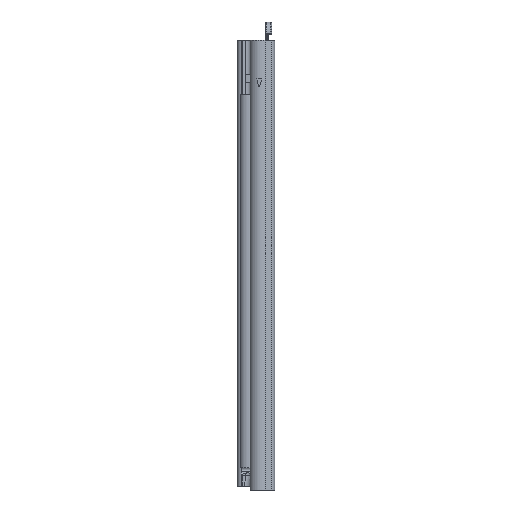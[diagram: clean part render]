
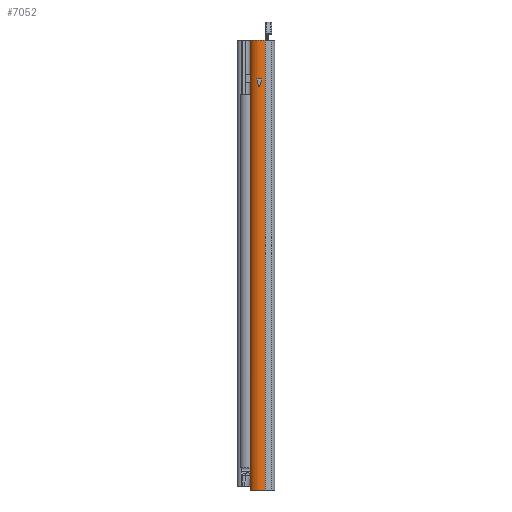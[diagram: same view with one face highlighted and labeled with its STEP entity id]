
A CAD part, left-side view. The second image highlights one B-rep face of the part: STEP entity #7052.
In plain terms, the highlighted cylindrical face has radius 6.725 mm (diameter 13.45 mm), a partial arc.
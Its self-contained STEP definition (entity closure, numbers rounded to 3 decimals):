
#48=CARTESIAN_POINT('',(-28.725,10.4,0.));
#49=DIRECTION('',(0.,0.,1.));
#50=DIRECTION('',(-0.431,0.902,0.));
#51=AXIS2_PLACEMENT_3D('',#48,#49,#50);
#2869=DIRECTION('',(0.,0.,-1.));
#2870=VECTOR('',#2869,300.);
#2871=CARTESIAN_POINT('',(-31.624,16.468,0.));
#2872=LINE('',#2871,#2870);
#2873=CARTESIAN_POINT('',(-28.725,10.4,-26.));
#2874=DIRECTION('',(0.,0.,-1.));
#2875=DIRECTION('',(-0.97,-0.242,0.));
#2876=AXIS2_PLACEMENT_3D('',#2873,#2874,#2875);
#2878=CARTESIAN_POINT('',(-35.25,12.028,-26.));
#2879=CARTESIAN_POINT('',(-35.318,11.757,
-27.692));
#2880=CARTESIAN_POINT('',(-35.417,11.214,
-30.182));
#2881=CARTESIAN_POINT('',(-35.466,10.4,-31.409));
#2882=CARTESIAN_POINT('',(-35.417,9.586,
-30.182));
#2883=CARTESIAN_POINT('',(-35.318,9.043,
-27.692));
#2884=CARTESIAN_POINT('',(-35.25,8.772,-26.));
#2886=DIRECTION('',(0.,0.,-1.));
#2887=VECTOR('',#2886,300.);
#2888=CARTESIAN_POINT('',(-34.234,6.543,0.));
#2889=LINE('',#2888,#2887);
#2952=CARTESIAN_POINT('',(-28.725,10.4,-300.));
#2953=DIRECTION('',(0.,0.,1.));
#2954=DIRECTION('',(-0.431,0.902,0.));
#2955=AXIS2_PLACEMENT_3D('',#2952,#2953,#2954);
#3608=CARTESIAN_POINT('',(-31.624,16.468,0.));
#3609=VERTEX_POINT('',#3608);
#3610=CARTESIAN_POINT('',(-34.234,6.543,0.));
#3611=VERTEX_POINT('',#3610);
#3640=CARTESIAN_POINT('',(-31.624,16.468,-300.));
#3641=VERTEX_POINT('',#3640);
#3642=CARTESIAN_POINT('',(-34.234,6.543,-300.));
#3643=VERTEX_POINT('',#3642);
#3726=CARTESIAN_POINT('',(-35.25,8.772,-26.));
#3727=CARTESIAN_POINT('',(-35.25,12.028,-26.));
#3728=VERTEX_POINT('',#3726);
#3729=VERTEX_POINT('',#3727);
#7033=CARTESIAN_POINT('',(-28.725,10.4,0.));
#7034=DIRECTION('',(0.,0.,1.));
#7035=DIRECTION('',(1.,0.,0.));
#7036=AXIS2_PLACEMENT_3D('',#7033,#7034,#7035);
#7037=CYLINDRICAL_SURFACE('',#7036,6.725);
#7038=ORIENTED_EDGE('',*,*,#4286,.T.);
#7040=ORIENTED_EDGE('',*,*,#7039,.T.);
#7042=ORIENTED_EDGE('',*,*,#7041,.F.);
#7043=ORIENTED_EDGE('',*,*,#7025,.F.);
#7044=EDGE_LOOP('',(#7038,#7040,#7042,#7043));
#7045=FACE_OUTER_BOUND('',#7044,.F.);
#7047=ORIENTED_EDGE('',*,*,#7046,.T.);
#7049=ORIENTED_EDGE('',*,*,#7048,.T.);
#7050=EDGE_LOOP('',(#7047,#7049));
#7051=FACE_BOUND('',#7050,.F.);
#7052=ADVANCED_FACE('',(#7045,#7051),#7037,.T.);
#52=CIRCLE('',#51,6.725);
#2877=CIRCLE('',#2876,6.725);
#2885=B_SPLINE_CURVE_WITH_KNOTS('',3,(#2878,#2879,#2880,#2881,#2882,#2883,
#2884),.UNSPECIFIED.,.F.,.F.,(4,1,1,1,4),(0.,0.25,0.5,0.75,1.),
.UNSPECIFIED.);
#2956=CIRCLE('',#2955,6.725);
#4286=EDGE_CURVE('',#3609,#3611,#52,.T.);
#7025=EDGE_CURVE('',#3609,#3641,#2872,.T.);
#7039=EDGE_CURVE('',#3611,#3643,#2889,.T.);
#7041=EDGE_CURVE('',#3641,#3643,#2956,.T.);
#7046=EDGE_CURVE('',#3728,#3729,#2877,.T.);
#7048=EDGE_CURVE('',#3729,#3728,#2885,.T.);
